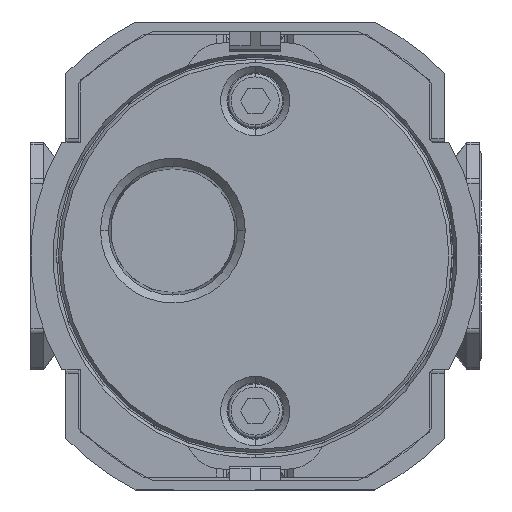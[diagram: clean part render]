
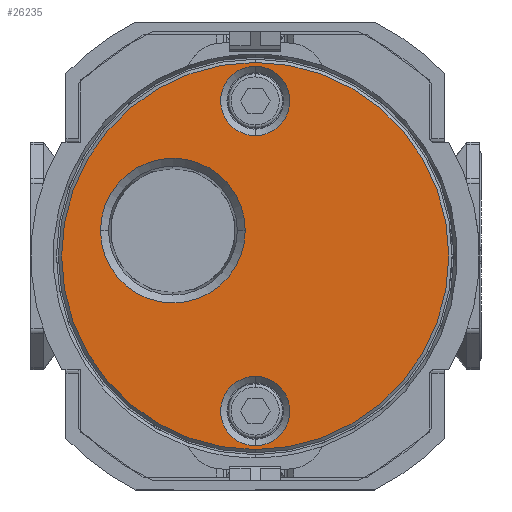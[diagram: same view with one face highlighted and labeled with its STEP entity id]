
A CAD part, front view. The second image highlights one B-rep face of the part: STEP entity #26235.
In plain terms, the highlighted planar face has unit normal (0, -1, 0).
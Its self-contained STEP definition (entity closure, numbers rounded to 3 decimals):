
#73 = DIRECTION ( 'NONE',  ( 0., 0., -1. ) ) ;
#519 = DIRECTION ( 'NONE',  ( 0., 0., 1. ) ) ;
#929 = CARTESIAN_POINT ( 'NONE',  ( 0., -17.5, 24.185 ) ) ;
#1103 = CIRCLE ( 'NONE', #16891, 5.4 ) ;
#1156 = FACE_OUTER_BOUND ( 'NONE', #24244, .T. ) ;
#1465 = CIRCLE ( 'NONE', #11509, 11.288 ) ;
#1899 = CARTESIAN_POINT ( 'NONE',  ( 0., -17.5, 24.185 ) ) ;
#2014 = CARTESIAN_POINT ( 'NONE',  ( -1.551, -17.5, 3.959 ) ) ;
#2399 = CARTESIAN_POINT ( 'NONE',  ( 0., -17.5, -29.585 ) ) ;
#2444 = VERTEX_POINT ( 'NONE', #26523 ) ;
#2780 = CARTESIAN_POINT ( 'NONE',  ( 0., -17.5, 0. ) ) ;
#2840 = CARTESIAN_POINT ( 'NONE',  ( -12.838, -17.5, 3.959 ) ) ;
#3542 = PLANE ( 'NONE',  #29397 ) ;
#3636 = ORIENTED_EDGE ( 'NONE', *, *, #4373, .F. ) ;
#3668 = EDGE_CURVE ( 'NONE', #19218, #2444, #1465, .T. ) ;
#4373 = EDGE_CURVE ( 'NONE', #2444, #19218, #23118, .T. ) ;
#4449 = CARTESIAN_POINT ( 'NONE',  ( 0., -17.5, -24.185 ) ) ;
#4561 = CARTESIAN_POINT ( 'NONE',  ( 0., -17.5, -24.185 ) ) ;
#5191 = AXIS2_PLACEMENT_3D ( 'NONE', #6361, #22137, #19567 ) ;
#5456 = EDGE_CURVE ( 'NONE', #21016, #26368, #20003, .T. ) ;
#5559 = CARTESIAN_POINT ( 'NONE',  ( 0., -17.5, 30.2 ) ) ;
#6087 = FACE_BOUND ( 'NONE', #6855, .T. ) ;
#6118 = AXIS2_PLACEMENT_3D ( 'NONE', #2780, #21083, #519 ) ;
#6361 = CARTESIAN_POINT ( 'NONE',  ( 0., -17.5, 0. ) ) ;
#6411 = DIRECTION ( 'NONE',  ( 0., 0., -1. ) ) ;
#6819 = ORIENTED_EDGE ( 'NONE', *, *, #14699, .F. ) ;
#6855 = EDGE_LOOP ( 'NONE', ( #18411, #16166 ) ) ;
#6858 = CARTESIAN_POINT ( 'NONE',  ( 0., -17.5, -18.785 ) ) ;
#6974 = DIRECTION ( 'NONE',  ( 1., 0., 0. ) ) ;
#7850 = ORIENTED_EDGE ( 'NONE', *, *, #10286, .F. ) ;
#8126 = EDGE_CURVE ( 'NONE', #8941, #19493, #1103, .T. ) ;
#8941 = VERTEX_POINT ( 'NONE', #14524 ) ;
#10035 = CARTESIAN_POINT ( 'NONE',  ( 0., -17.5, 29.585 ) ) ;
#10286 = EDGE_CURVE ( 'NONE', #19920, #16024, #27386, .T. ) ;
#10302 = CIRCLE ( 'NONE', #24667, 5.4 ) ;
#10642 = AXIS2_PLACEMENT_3D ( 'NONE', #16405, #20629, #6974 ) ;
#11462 = CARTESIAN_POINT ( 'NONE',  ( 0., -17.5, -30.2 ) ) ;
#11509 = AXIS2_PLACEMENT_3D ( 'NONE', #2840, #11975, #27738 ) ;
#11975 = DIRECTION ( 'NONE',  ( 0., -1., 0. ) ) ;
#13621 = EDGE_LOOP ( 'NONE', ( #22034, #7850 ) ) ;
#13704 = DIRECTION ( 'NONE',  ( 0., -1., 0. ) ) ;
#14524 = CARTESIAN_POINT ( 'NONE',  ( 0., -17.5, 18.785 ) ) ;
#14575 = CIRCLE ( 'NONE', #29455, 5.4 ) ;
#14699 = EDGE_CURVE ( 'NONE', #26368, #21016, #24832, .T. ) ;
#15686 = DIRECTION ( 'NONE',  ( 0., -1., 0. ) ) ;
#15980 = DIRECTION ( 'NONE',  ( 0., 0., -1. ) ) ;
#16024 = VERTEX_POINT ( 'NONE', #2399 ) ;
#16166 = ORIENTED_EDGE ( 'NONE', *, *, #27929, .F. ) ;
#16405 = CARTESIAN_POINT ( 'NONE',  ( -12.838, -17.5, 3.959 ) ) ;
#16891 = AXIS2_PLACEMENT_3D ( 'NONE', #1899, #15686, #15980 ) ;
#17340 = CARTESIAN_POINT ( 'NONE',  ( 30.2, -17.5, 0. ) ) ;
#17508 = ORIENTED_EDGE ( 'NONE', *, *, #5456, .F. ) ;
#18411 = ORIENTED_EDGE ( 'NONE', *, *, #8126, .F. ) ;
#18979 = ORIENTED_EDGE ( 'NONE', *, *, #3668, .F. ) ;
#19213 = DIRECTION ( 'NONE',  ( 0., -1., 0. ) ) ;
#19218 = VERTEX_POINT ( 'NONE', #2014 ) ;
#19493 = VERTEX_POINT ( 'NONE', #10035 ) ;
#19567 = DIRECTION ( 'NONE',  ( 0., 0., 1. ) ) ;
#19920 = VERTEX_POINT ( 'NONE', #6858 ) ;
#20003 = CIRCLE ( 'NONE', #6118, 30.2 ) ;
#20075 = DIRECTION ( 'NONE',  ( 0., -1., 0. ) ) ;
#20292 = EDGE_LOOP ( 'NONE', ( #18979, #3636 ) ) ;
#20350 = EDGE_CURVE ( 'NONE', #16024, #19920, #14575, .T. ) ;
#20629 = DIRECTION ( 'NONE',  ( 0., -1., 0. ) ) ;
#21016 = VERTEX_POINT ( 'NONE', #5559 ) ;
#21083 = DIRECTION ( 'NONE',  ( 0., 1., 0. ) ) ;
#22034 = ORIENTED_EDGE ( 'NONE', *, *, #20350, .F. ) ;
#22137 = DIRECTION ( 'NONE',  ( 0., 1., 0. ) ) ;
#23118 = CIRCLE ( 'NONE', #10642, 11.288 ) ;
#24109 = FACE_BOUND ( 'NONE', #13621, .T. ) ;
#24244 = EDGE_LOOP ( 'NONE', ( #17508, #6819 ) ) ;
#24667 = AXIS2_PLACEMENT_3D ( 'NONE', #929, #19213, #26126 ) ;
#24832 = CIRCLE ( 'NONE', #5191, 30.2 ) ;
#26126 = DIRECTION ( 'NONE',  ( 0., 0., -1. ) ) ;
#26235 = ADVANCED_FACE ( 'NONE', ( #1156, #24109, #6087, #28587 ), #3542, .F. ) ;
#26368 = VERTEX_POINT ( 'NONE', #11462 ) ;
#26487 = DIRECTION ( 'NONE',  ( 0., 0., 1. ) ) ;
#26523 = CARTESIAN_POINT ( 'NONE',  ( -24.126, -17.5, 3.959 ) ) ;
#27386 = CIRCLE ( 'NONE', #29282, 5.4 ) ;
#27738 = DIRECTION ( 'NONE',  ( 1., 0., 0. ) ) ;
#27929 = EDGE_CURVE ( 'NONE', #19493, #8941, #10302, .T. ) ;
#28587 = FACE_BOUND ( 'NONE', #20292, .T. ) ;
#29027 = DIRECTION ( 'NONE',  ( 0., 1., 0. ) ) ;
#29282 = AXIS2_PLACEMENT_3D ( 'NONE', #4449, #20075, #6411 ) ;
#29397 = AXIS2_PLACEMENT_3D ( 'NONE', #17340, #29027, #26487 ) ;
#29455 = AXIS2_PLACEMENT_3D ( 'NONE', #4561, #13704, #73 ) ;
